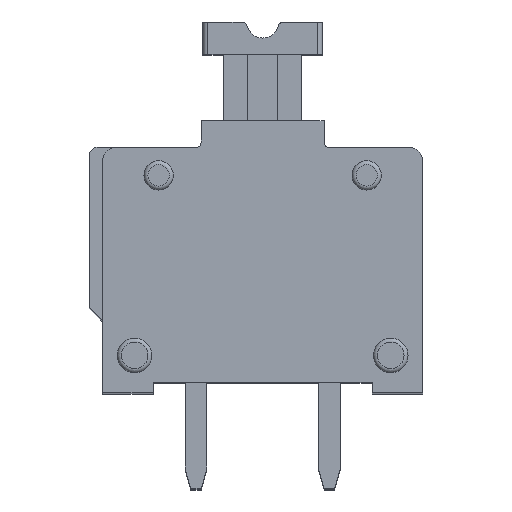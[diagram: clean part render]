
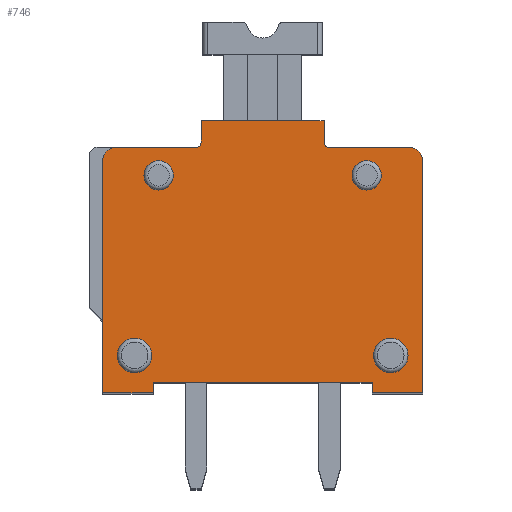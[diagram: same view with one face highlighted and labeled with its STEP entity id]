
A CAD part, top view. The second image highlights one B-rep face of the part: STEP entity #746.
In plain terms, the highlighted planar face has unit normal (0, 0, 1).
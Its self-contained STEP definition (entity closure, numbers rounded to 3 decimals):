
#746 = ADVANCED_FACE( '', ( #1616, #1617, #1618, #1619, #1620 ), #1621, .T. );
#1616 = FACE_OUTER_BOUND( '', #2620, .T. );
#1617 = FACE_BOUND( '', #2621, .T. );
#1618 = FACE_BOUND( '', #2622, .T. );
#1619 = FACE_BOUND( '', #2623, .T. );
#1620 = FACE_BOUND( '', #2624, .T. );
#1621 = PLANE( '', #2625 );
#2620 = EDGE_LOOP( '', ( #4627, #4628, #4629, #4630, #4631, #4632, #4633, #4634, #4635, #4636, #4637, #4638, #4639, #4640, #4641, #4642 ) );
#2621 = EDGE_LOOP( '', ( #4643 ) );
#2622 = EDGE_LOOP( '', ( #4644 ) );
#2623 = EDGE_LOOP( '', ( #4645 ) );
#2624 = EDGE_LOOP( '', ( #4646 ) );
#2625 = AXIS2_PLACEMENT_3D( '', #4647, #4648, #4649 );
#4627 = ORIENTED_EDGE( '', *, *, #6189, .T. );
#4628 = ORIENTED_EDGE( '', *, *, #6722, .T. );
#4629 = ORIENTED_EDGE( '', *, *, #6723, .F. );
#4630 = ORIENTED_EDGE( '', *, *, #6283, .F. );
#4631 = ORIENTED_EDGE( '', *, *, #6568, .F. );
#4632 = ORIENTED_EDGE( '', *, *, #6724, .T. );
#4633 = ORIENTED_EDGE( '', *, *, #6725, .F. );
#4634 = ORIENTED_EDGE( '', *, *, #6726, .F. );
#4635 = ORIENTED_EDGE( '', *, *, #6100, .T. );
#4636 = ORIENTED_EDGE( '', *, *, #6511, .T. );
#4637 = ORIENTED_EDGE( '', *, *, #6545, .T. );
#4638 = ORIENTED_EDGE( '', *, *, #6727, .T. );
#4639 = ORIENTED_EDGE( '', *, *, #6728, .T. );
#4640 = ORIENTED_EDGE( '', *, *, #6657, .F. );
#4641 = ORIENTED_EDGE( '', *, *, #6421, .T. );
#4642 = ORIENTED_EDGE( '', *, *, #6104, .F. );
#4643 = ORIENTED_EDGE( '', *, *, #5998, .F. );
#4644 = ORIENTED_EDGE( '', *, *, #6021, .F. );
#4645 = ORIENTED_EDGE( '', *, *, #6670, .F. );
#4646 = ORIENTED_EDGE( '', *, *, #6729, .F. );
#4647 = CARTESIAN_POINT( '', ( 5.954, 7.756, 3.5 ) );
#4648 = DIRECTION( '', ( 0., 0., 1. ) );
#4649 = DIRECTION( '', ( 1., 0., 0. ) );
#5998 = EDGE_CURVE( '', #7174, #7174, #7175, .T. );
#6021 = EDGE_CURVE( '', #7213, #7213, #7214, .T. );
#6100 = EDGE_CURVE( '', #7352, #7350, #7353, .T. );
#6104 = EDGE_CURVE( '', #7356, #7358, #7359, .T. );
#6189 = EDGE_CURVE( '', #7356, #7504, #7506, .T. );
#6283 = EDGE_CURVE( '', #7664, #7660, #7666, .T. );
#6421 = EDGE_CURVE( '', #7878, #7358, #7879, .T. );
#6511 = EDGE_CURVE( '', #7350, #8009, #8011, .T. );
#6545 = EDGE_CURVE( '', #8009, #8059, #8061, .T. );
#6568 = EDGE_CURVE( '', #8095, #7664, #8097, .T. );
#6657 = EDGE_CURVE( '', #7878, #8215, #8218, .T. );
#6670 = EDGE_CURVE( '', #8234, #8234, #8235, .T. );
#6722 = EDGE_CURVE( '', #7504, #8309, #8310, .T. );
#6723 = EDGE_CURVE( '', #7660, #8309, #8311, .T. );
#6724 = EDGE_CURVE( '', #8095, #8312, #8313, .T. );
#6725 = EDGE_CURVE( '', #8314, #8312, #8315, .T. );
#6726 = EDGE_CURVE( '', #7352, #8314, #8316, .T. );
#6727 = EDGE_CURVE( '', #8059, #8317, #8318, .T. );
#6728 = EDGE_CURVE( '', #8317, #8215, #8319, .T. );
#6729 = EDGE_CURVE( '', #8320, #8320, #8321, .T. );
#7174 = VERTEX_POINT( '', #8870 );
#7175 = CIRCLE( '', #8871, 0.65 );
#7213 = VERTEX_POINT( '', #8924 );
#7214 = CIRCLE( '', #8925, 0.55 );
#7350 = VERTEX_POINT( '', #9114 );
#7352 = VERTEX_POINT( '', #9117 );
#7353 = LINE( '', #9118, #9119 );
#7356 = VERTEX_POINT( '', #9123 );
#7358 = VERTEX_POINT( '', #9126 );
#7359 = CIRCLE( '', #9127, 0.5 );
#7504 = VERTEX_POINT( '', #9367 );
#7506 = LINE( '', #9370, #9371 );
#7660 = VERTEX_POINT( '', #9573 );
#7664 = VERTEX_POINT( '', #9579 );
#7666 = LINE( '', #9582, #9583 );
#7878 = VERTEX_POINT( '', #9911 );
#7879 = LINE( '', #9912, #9913 );
#8009 = VERTEX_POINT( '', #10090 );
#8011 = CIRCLE( '', #10093, 0.2 );
#8059 = VERTEX_POINT( '', #10160 );
#8061 = LINE( '', #10163, #10164 );
#8095 = VERTEX_POINT( '', #10212 );
#8097 = LINE( '', #10215, #10216 );
#8215 = VERTEX_POINT( '', #10385 );
#8218 = CIRCLE( '', #10389, 0.2 );
#8234 = VERTEX_POINT( '', #10412 );
#8235 = CIRCLE( '', #10413, 0.65 );
#8309 = VERTEX_POINT( '', #10536 );
#8310 = LINE( '', #10537, #10538 );
#8311 = LINE( '', #10539, #10540 );
#8312 = VERTEX_POINT( '', #10541 );
#8313 = LINE( '', #10542, #10543 );
#8314 = VERTEX_POINT( '', #10544 );
#8315 = LINE( '', #10545, #10546 );
#8316 = CIRCLE( '', #10547, 0.5 );
#8317 = VERTEX_POINT( '', #10548 );
#8318 = LINE( '', #10549, #10550 );
#8319 = LINE( '', #10551, #10552 );
#8320 = VERTEX_POINT( '', #10553 );
#8321 = CIRCLE( '', #10554, 0.55 );
#8870 = CARTESIAN_POINT( '', ( 1.85, 1.4, 3.5 ) );
#8871 = AXIS2_PLACEMENT_3D( '', #11211, #11212, #11213 );
#8924 = CARTESIAN_POINT( '', ( 2.65, 8.15, 3.5 ) );
#8925 = AXIS2_PLACEMENT_3D( '', #11235, #11236, #11237 );
#9114 = CARTESIAN_POINT( '', ( 8.5, 9.2, 3.5 ) );
#9117 = CARTESIAN_POINT( '', ( 11.5, 9.2, 3.5 ) );
#9118 = CARTESIAN_POINT( '', ( 7.771, 9.2, 3.5 ) );
#9119 = VECTOR( '', #11313, 1000. );
#9123 = CARTESIAN_POINT( '', ( 0., 8.7, 3.5 ) );
#9126 = CARTESIAN_POINT( '', ( 0.5, 9.2, 3.5 ) );
#9127 = AXIS2_PLACEMENT_3D( '', #11316, #11317, #11318 );
#9367 = CARTESIAN_POINT( '', ( 0., 0., 3.5 ) );
#9370 = CARTESIAN_POINT( '', ( 0., 7.285, 3.5 ) );
#9371 = VECTOR( '', #11409, 1000. );
#9573 = CARTESIAN_POINT( '', ( 1.9, 0.4, 3.5 ) );
#9579 = CARTESIAN_POINT( '', ( 10.1, 0.4, 3.5 ) );
#9582 = CARTESIAN_POINT( '', ( 7.771, 0.4, 3.5 ) );
#9583 = VECTOR( '', #11530, 1000. );
#9911 = CARTESIAN_POINT( '', ( 3.5, 9.2, 3.5 ) );
#9912 = CARTESIAN_POINT( '', ( 7.771, 9.2, 3.5 ) );
#9913 = VECTOR( '', #11668, 1000. );
#10090 = CARTESIAN_POINT( '', ( 8.3, 9.4, 3.5 ) );
#10093 = AXIS2_PLACEMENT_3D( '', #11768, #11769, #11770 );
#10160 = CARTESIAN_POINT( '', ( 8.3, 10.2, 3.5 ) );
#10163 = CARTESIAN_POINT( '', ( 8.3, 7.285, 3.5 ) );
#10164 = VECTOR( '', #11809, 1000. );
#10212 = CARTESIAN_POINT( '', ( 10.1, 0., 3.5 ) );
#10215 = CARTESIAN_POINT( '', ( 10.1, 7.285, 3.5 ) );
#10216 = VECTOR( '', #11837, 1000. );
#10385 = CARTESIAN_POINT( '', ( 3.7, 9.4, 3.5 ) );
#10389 = AXIS2_PLACEMENT_3D( '', #11929, #11930, #11931 );
#10412 = CARTESIAN_POINT( '', ( 11.45, 1.4, 3.5 ) );
#10413 = AXIS2_PLACEMENT_3D( '', #11939, #11940, #11941 );
#10536 = CARTESIAN_POINT( '', ( 1.9, 0., 3.5 ) );
#10537 = CARTESIAN_POINT( '', ( 7.771, 0., 3.5 ) );
#10538 = VECTOR( '', #11997, 1000. );
#10539 = CARTESIAN_POINT( '', ( 1.9, 7.285, 3.5 ) );
#10540 = VECTOR( '', #11998, 1000. );
#10541 = CARTESIAN_POINT( '', ( 12., 0., 3.5 ) );
#10542 = CARTESIAN_POINT( '', ( 7.771, 0., 3.5 ) );
#10543 = VECTOR( '', #11999, 1000. );
#10544 = CARTESIAN_POINT( '', ( 12., 8.7, 3.5 ) );
#10545 = CARTESIAN_POINT( '', ( 12., 7.285, 3.5 ) );
#10546 = VECTOR( '', #12000, 1000. );
#10547 = AXIS2_PLACEMENT_3D( '', #12001, #12002, #12003 );
#10548 = CARTESIAN_POINT( '', ( 3.7, 10.2, 3.5 ) );
#10549 = CARTESIAN_POINT( '', ( 7.771, 10.2, 3.5 ) );
#10550 = VECTOR( '', #12004, 1000. );
#10551 = CARTESIAN_POINT( '', ( 3.7, 7.285, 3.5 ) );
#10552 = VECTOR( '', #12005, 1000. );
#10553 = CARTESIAN_POINT( '', ( 10.45, 8.15, 3.5 ) );
#10554 = AXIS2_PLACEMENT_3D( '', #12006, #12007, #12008 );
#11211 = CARTESIAN_POINT( '', ( 1.2, 1.4, 3.5 ) );
#11212 = DIRECTION( '', ( 0., 0., 1. ) );
#11213 = DIRECTION( '', ( 1., 0., 0. ) );
#11235 = CARTESIAN_POINT( '', ( 2.1, 8.15, 3.5 ) );
#11236 = DIRECTION( '', ( 0., 0., 1. ) );
#11237 = DIRECTION( '', ( 1., 0., 0. ) );
#11313 = DIRECTION( '', ( -1., 0., 0. ) );
#11316 = CARTESIAN_POINT( '', ( 0.5, 8.7, 3.5 ) );
#11317 = DIRECTION( '', ( 0., 0., -1. ) );
#11318 = DIRECTION( '', ( -1., 0., 0. ) );
#11409 = DIRECTION( '', ( 0., -1., 0. ) );
#11530 = DIRECTION( '', ( -1., 0., 0. ) );
#11668 = DIRECTION( '', ( -1., 0., 0. ) );
#11768 = CARTESIAN_POINT( '', ( 8.5, 9.4, 3.5 ) );
#11769 = DIRECTION( '', ( 0., 0., -1. ) );
#11770 = DIRECTION( '', ( -1., 0., 0. ) );
#11809 = DIRECTION( '', ( 0., 1., 0. ) );
#11837 = DIRECTION( '', ( 0., 1., 0. ) );
#11929 = CARTESIAN_POINT( '', ( 3.5, 9.4, 3.5 ) );
#11930 = DIRECTION( '', ( 0., 0., 1. ) );
#11931 = DIRECTION( '', ( 1., 0., 0. ) );
#11939 = CARTESIAN_POINT( '', ( 10.8, 1.4, 3.5 ) );
#11940 = DIRECTION( '', ( 0., 0., 1. ) );
#11941 = DIRECTION( '', ( 1., 0., 0. ) );
#11997 = DIRECTION( '', ( 1., 0., 0. ) );
#11998 = DIRECTION( '', ( 0., -1., 0. ) );
#11999 = DIRECTION( '', ( 1., 0., 0. ) );
#12000 = DIRECTION( '', ( 0., -1., 0. ) );
#12001 = CARTESIAN_POINT( '', ( 11.5, 8.7, 3.5 ) );
#12002 = DIRECTION( '', ( 0., 0., -1. ) );
#12003 = DIRECTION( '', ( -1., 0., 0. ) );
#12004 = DIRECTION( '', ( -1., 0., 0. ) );
#12005 = DIRECTION( '', ( 0., -1., 0. ) );
#12006 = CARTESIAN_POINT( '', ( 9.9, 8.15, 3.5 ) );
#12007 = DIRECTION( '', ( 0., 0., 1. ) );
#12008 = DIRECTION( '', ( 1., 0., 0. ) );
